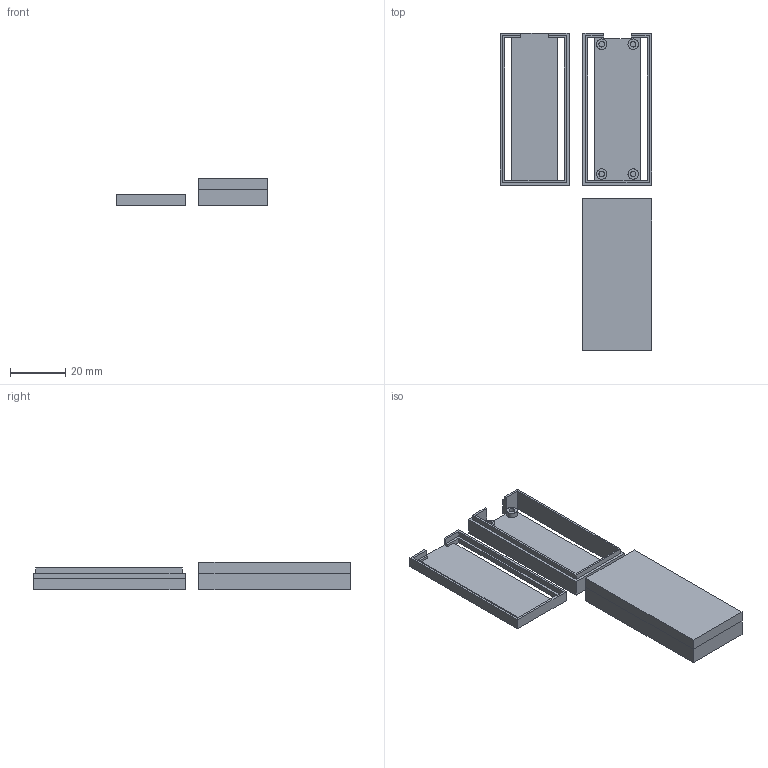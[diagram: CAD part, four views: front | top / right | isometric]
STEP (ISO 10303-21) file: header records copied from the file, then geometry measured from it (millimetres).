
FILE_DESCRIPTION(/* description */ (''),/* implementation_level */ '2;1');
FILE_NAME(/* name */ 'Raspberry Pi Pico v2.step',/* time_stamp */ '2021-01-22T12:31:50+01:00',/* author */ (''),/* organization */ (''),/* preprocessor_version */ 'ST-DEVELOPER v18.1',/* originating_system */ 'Autodesk Translation Framework v9.7.1.1290',/* authorisation */ '');
FILE_SCHEMA (('AUTOMOTIVE_DESIGN { 1 0 10303 214 3 1 1 }'));
Length unit declared in the file: millimetre
Products named in the file (4): Raspberry Pi Pico; Pico Board; PCB; Micro-USB_breakout v2
Assembly tree (3 placements, depth 3):
  Raspberry Pi Pico
    Pico Board
      PCB
      Micro-USB_breakout v2
Bounding box: 55 x 115 x 10 mm (x, y, z)
Volume: 9862.1 mm3; surface area: 20201 mm2
Topology: 53 solids, 53 shells, 1220 faces, 3335 edges, 2204 vertices
Faces by surface type: plane 845, cylinder 361, bspline 14
Full cylindrical faces by diameter (mm): 1 x43, 2 x8, 2.1 x4, 3.8 x16
Entity records: 38913 total; most frequent: CARTESIAN_POINT 6868, ORIENTED_EDGE 6670, DIRECTION 6535, EDGE_CURVE 3335, LINE 2561, VECTOR 2561, VERTEX_POINT 2204, AXIS2_PLACEMENT_3D 1987
